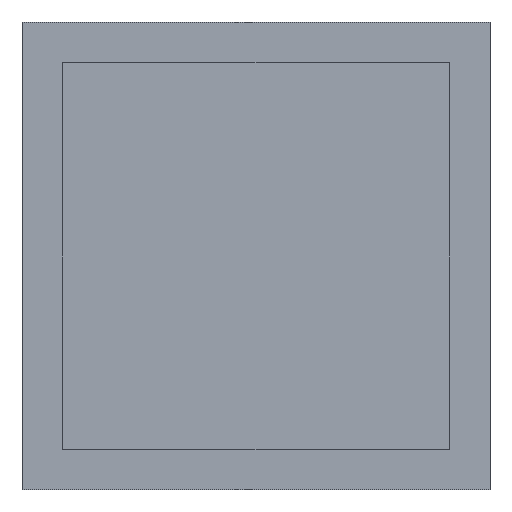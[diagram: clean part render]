
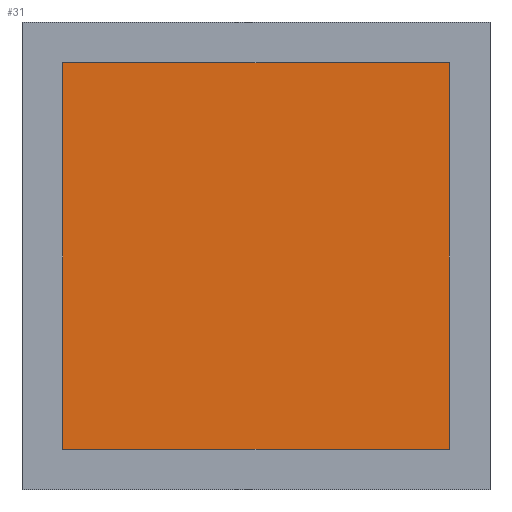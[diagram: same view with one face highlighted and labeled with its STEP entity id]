
A CAD part, left-side view. The second image highlights one B-rep face of the part: STEP entity #31.
In plain terms, the highlighted planar face has unit normal (-1, 0, 0).
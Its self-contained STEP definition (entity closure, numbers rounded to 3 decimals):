
#31=ADVANCED_FACE('',(#46),#217,.T.);
#46=FACE_OUTER_BOUND('',#62,.T.);
#62=EDGE_LOOP('',(#119,#120,#121,#122));
#119=ORIENTED_EDGE('',*,*,#143,.T.);
#120=ORIENTED_EDGE('',*,*,#147,.T.);
#121=ORIENTED_EDGE('',*,*,#150,.T.);
#122=ORIENTED_EDGE('',*,*,#152,.T.);
#143=EDGE_CURVE('',#198,#197,#167,.T.);
#147=EDGE_CURVE('',#197,#200,#171,.T.);
#150=EDGE_CURVE('',#200,#202,#174,.T.);
#152=EDGE_CURVE('',#202,#198,#176,.T.);
#167=B_SPLINE_CURVE_WITH_KNOTS('',1,(#429,#430),.UNSPECIFIED.,.F.,.F.,(2,
2),(13.,137.),.UNSPECIFIED.);
#171=B_SPLINE_CURVE_WITH_KNOTS('',1,(#437,#438),.UNSPECIFIED.,.F.,.F.,(2,
2),(137.,261.),.UNSPECIFIED.);
#174=B_SPLINE_CURVE_WITH_KNOTS('',1,(#443,#444),.UNSPECIFIED.,.F.,.F.,(2,
2),(261.,385.),.UNSPECIFIED.);
#176=B_SPLINE_CURVE_WITH_KNOTS('',1,(#447,#448),.UNSPECIFIED.,.F.,.F.,(2,
2),(385.,509.),.UNSPECIFIED.);
#197=VERTEX_POINT('',#419);
#198=VERTEX_POINT('',#420);
#200=VERTEX_POINT('',#422);
#202=VERTEX_POINT('',#424);
#217=PLANE('',#320);
#320=AXIS2_PLACEMENT_3D('',#416,#338,$);
#338=DIRECTION('',(-1.,0.,0.));
#416=CARTESIAN_POINT('',(495.17,23996.876,89.767));
#419=CARTESIAN_POINT('',(495.17,23996.876,-34.233));
#420=CARTESIAN_POINT('',(495.17,23996.876,89.767));
#422=CARTESIAN_POINT('',(495.17,23872.876,-34.233));
#424=CARTESIAN_POINT('',(495.17,23872.876,89.767));
#429=CARTESIAN_POINT('',(495.17,23996.876,89.767));
#430=CARTESIAN_POINT('',(495.17,23996.876,-34.233));
#437=CARTESIAN_POINT('',(495.17,23996.876,-34.233));
#438=CARTESIAN_POINT('',(495.17,23872.876,-34.233));
#443=CARTESIAN_POINT('',(495.17,23872.876,-34.233));
#444=CARTESIAN_POINT('',(495.17,23872.876,89.767));
#447=CARTESIAN_POINT('',(495.17,23872.876,89.767));
#448=CARTESIAN_POINT('',(495.17,23996.876,89.767));
